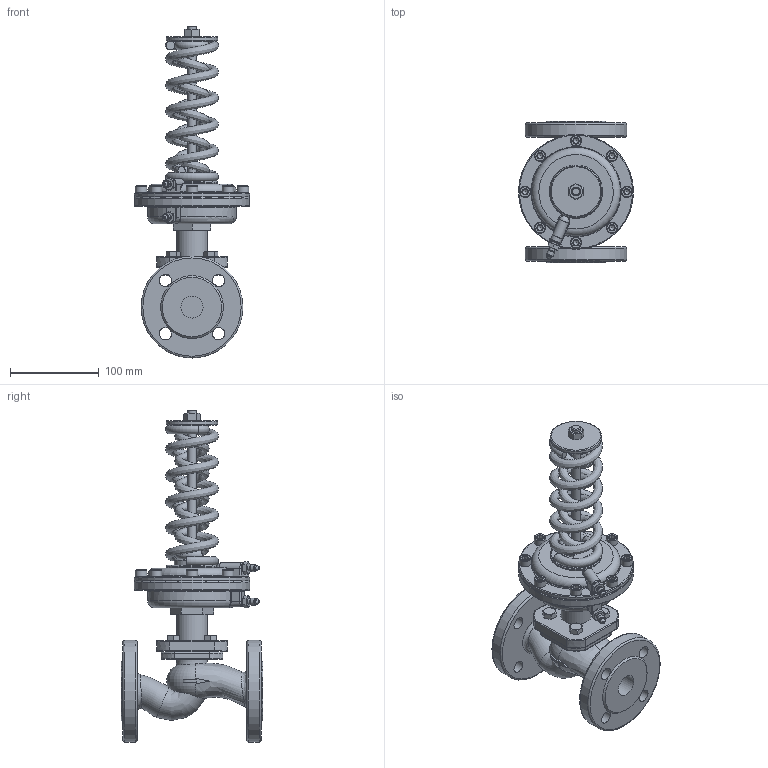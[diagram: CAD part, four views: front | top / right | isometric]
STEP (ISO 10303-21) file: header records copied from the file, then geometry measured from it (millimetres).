
FILE_DESCRIPTION(('STEP AP214'), '1');
FILE_NAME('Ðåãóëÿòîðû ïåðåïàäà äàâëåíèÿ ÂÐÏÄ', '', ('UNSPECIFIED'), ('UNSPECIFIED'), 'C3D Converter', 'C3D Toolkit', '');
FILE_SCHEMA(('AUTOMOTIVE_DESIGN { 1 0 10303 214 3 1 1}'));
Length unit declared in the file: millimetre
Products named in the file (7): -03
Assembly tree (17 placements, depth 3):
  -03
    -03
      (unnamed)  x4
    -03
      (unnamed)  x8
      (unnamed)  x2
      (unnamed)
Bounding box: 130 x 160 x 375 mm (x, y, z)
Volume: 1314537.7 mm3; surface area: 227344.6 mm2
Topology: 23 solids, 23 shells, 551 faces, 1187 edges, 718 vertices
Faces by surface type: plane 260, cylinder 117, cone 86, bspline 44, torus 38, sphere 4, revolution 2
Full cylindrical faces by diameter (mm): 1.7 x2, 2.7 x4, 6 x18, 6.5 x4, 8 x10, 8.5 x4, 8.917 x1, 10 x12, 13 x8, 14 x8, 25 x2, 35 x1, 40 x2, 58 x2, 115 x2, 130 x2
Entity records: 27305 total; most frequent: CARTESIAN_POINT 18557, DIRECTION 1246, ORIENTED_EDGE 1148, EDGE_CURVE 574, AXIS2_PLACEMENT_3D 537, EDGE_LOOP 469, VERTEX_POINT 402, ADVANCED_FACE 312
